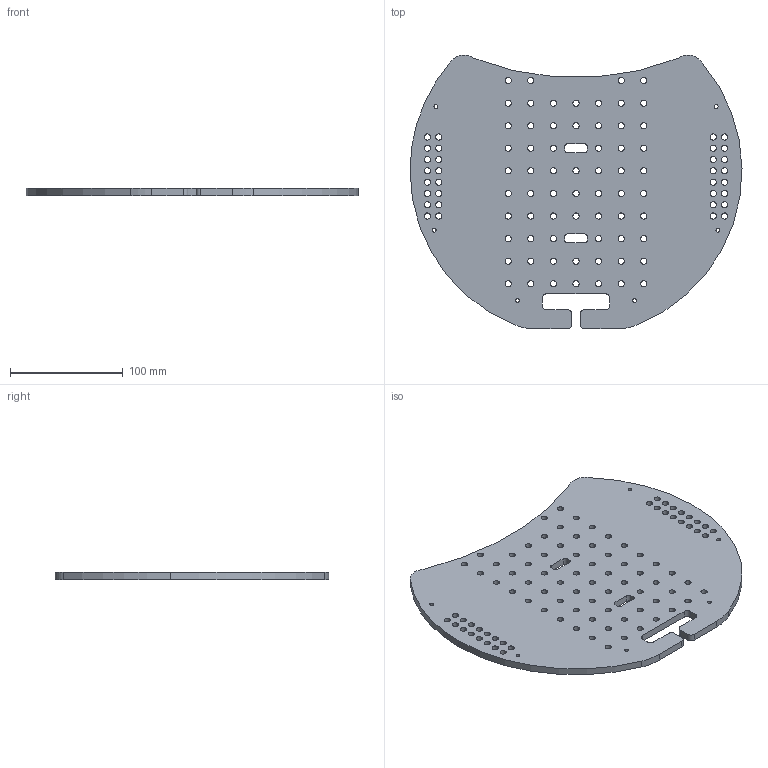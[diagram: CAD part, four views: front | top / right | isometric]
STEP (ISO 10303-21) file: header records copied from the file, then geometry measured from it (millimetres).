
FILE_DESCRIPTION (( 'STEP AP203' ), '1' );
FILE_NAME ('014948__GEO_B FOR REFRENCE ONLY.STEP', '2017-11-02T22:44:28', ( '' ), ( '' ), 'SwSTEP 2.0', 'SolidWorks 2016', '' );
FILE_SCHEMA (( 'CONFIG_CONTROL_DESIGN' ));
Length unit declared in the file: millimetre
Products named in the file (1): 014948__GEO_B FOR REFRENCE ONLY
Bounding box: 293.98 x 242.46 x 6.35 mm (x, y, z)
Volume: 347373.7 mm3; surface area: 127819.3 mm2
Topology: 1 solids, 1 shells, 249 faces, 741 edges, 494 vertices
Faces by surface type: cylinder 230, plane 19
Entity records: 9132 total; most frequent: DIRECTION 1701, CARTESIAN_POINT 1485, ORIENTED_EDGE 1482, EDGE_CURVE 741, AXIS2_PLACEMENT_3D 710, VERTEX_POINT 494, CIRCLE 460, EDGE_LOOP 459
